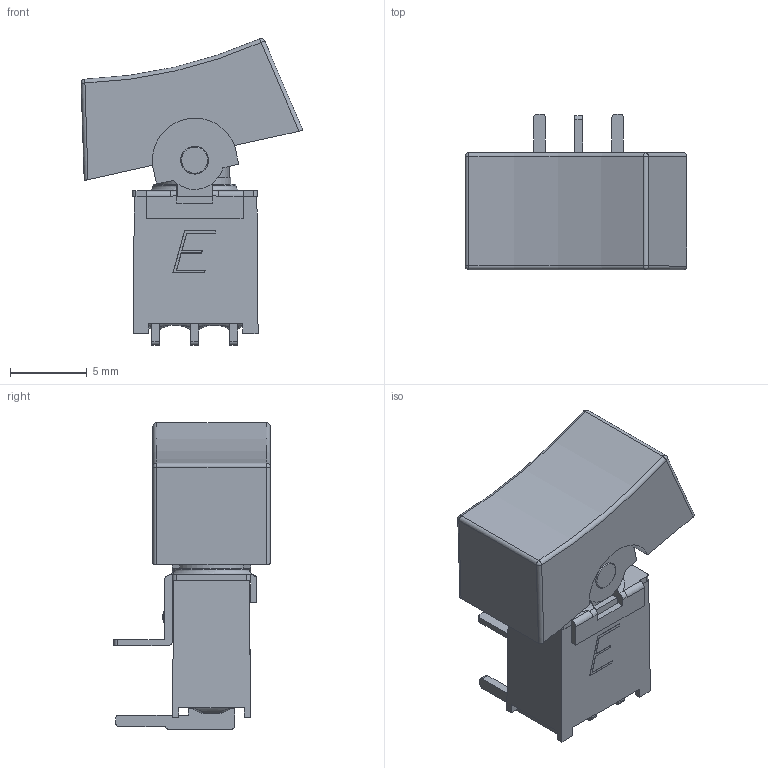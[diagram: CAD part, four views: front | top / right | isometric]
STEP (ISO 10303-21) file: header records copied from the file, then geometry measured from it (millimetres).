
FILE_DESCRIPTION((''),'2;1');
FILE_NAME('400AWMSPxR1BLKM6QE.stp','2011-04-11T11:30:43',('banderson'),(''),'Autodesk Inventor 11','Autodesk Inventor 11','');
FILE_SCHEMA(('AUTOMOTIVE_DESIGN { 1 0 10303 214 1 1 1 1 }'));
Length unit declared in the file: millimetre
Products named in the file (6): T405001; 200A-400A-800A SP BODY; 400A BUSHING; 400A R1; 200A-400A-800A MSP M6; 200A-400A-800A SP M6 SUPPORT
Assembly tree (5 placements, depth 2):
  T405001
    200A-400A-800A SP BODY
    400A BUSHING
    400A R1
    200A-400A-800A MSP M6
    200A-400A-800A SP M6 SUPPORT
Bounding box: 14.43 x 10.16 x 19.96 mm (x, y, z)
Volume: 766 mm3; surface area: 1367.1 mm2
Topology: 5 solids, 5 shells, 223 faces, 602 edges, 390 vertices
Faces by surface type: plane 135, cylinder 56, bspline 22, torus 4, sphere 4, cone 2
Full cylindrical faces by diameter (mm): 1.8 x3, 3.5 x1
Entity records: 11042 total; most frequent: CARTESIAN_POINT 5368, ORIENTED_EDGE 1174, DIRECTION 1105, EDGE_CURVE 587, VECTOR 401, LINE 401, VERTEX_POINT 390, AXIS2_PLACEMENT_3D 352
